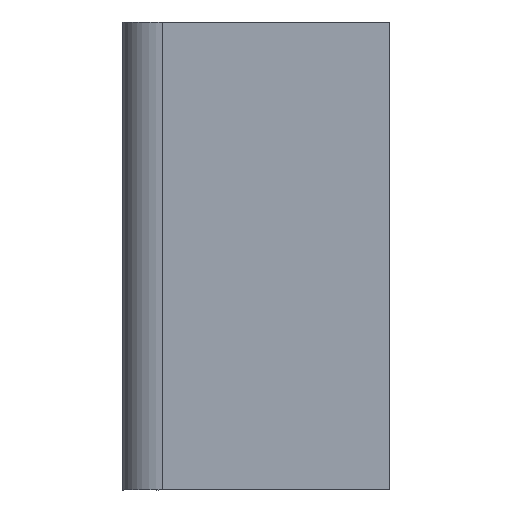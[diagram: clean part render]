
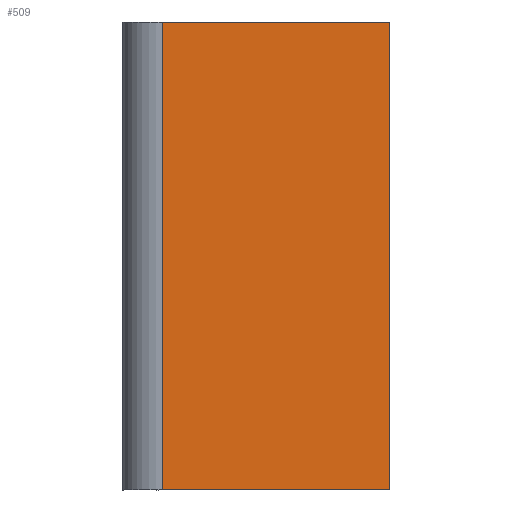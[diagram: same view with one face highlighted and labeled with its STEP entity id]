
A CAD part, top view. The second image highlights one B-rep face of the part: STEP entity #509.
In plain terms, the highlighted face is planar.
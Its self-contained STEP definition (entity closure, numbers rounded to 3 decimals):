
#14 = CARTESIAN_POINT ( 'NONE',  ( 175., 0., 30. ) ) ;
#92 = CARTESIAN_POINT ( 'NONE',  ( -175., 0., 200. ) ) ;
#99 = VERTEX_POINT ( 'NONE', #473 ) ;
#167 = VERTEX_POINT ( 'NONE', #698 ) ;
#225 = EDGE_CURVE ( 'NONE', #99, #614, #1100, .T. ) ;
#254 = EDGE_CURVE ( 'NONE', #167, #1109, #1259, .T. ) ;
#270 = VECTOR ( 'NONE', #834, 1000. ) ;
#298 = CARTESIAN_POINT ( 'NONE',  ( 175., 0., 200. ) ) ;
#309 = ORIENTED_EDGE ( 'NONE', *, *, #254, .T. ) ;
#310 = DIRECTION ( 'NONE',  ( -1., 0., 0. ) ) ;
#340 = DIRECTION ( 'NONE',  ( 0., 0., -1. ) ) ;
#356 = DIRECTION ( 'NONE',  ( 0., -1., 0. ) ) ;
#397 = ORIENTED_EDGE ( 'NONE', *, *, #225, .F. ) ;
#419 = AXIS2_PLACEMENT_3D ( 'NONE', #1300, #356, #340 ) ;
#448 = CARTESIAN_POINT ( 'NONE',  ( 175., 0., 200. ) ) ;
#473 = CARTESIAN_POINT ( 'NONE',  ( -175., 0., 30. ) ) ;
#509 = ADVANCED_FACE ( 'NONE', ( #622 ), #1289, .T. ) ;
#517 = DIRECTION ( 'NONE',  ( 0., 0., 1. ) ) ;
#554 = CARTESIAN_POINT ( 'NONE',  ( -175., 0., 30. ) ) ;
#614 = VERTEX_POINT ( 'NONE', #92 ) ;
#622 = FACE_OUTER_BOUND ( 'NONE', #849, .T. ) ;
#665 = VECTOR ( 'NONE', #310, 1000. ) ;
#680 = LINE ( 'NONE', #298, #665 ) ;
#698 = CARTESIAN_POINT ( 'NONE',  ( 175., 0., 30. ) ) ;
#834 = DIRECTION ( 'NONE',  ( 0., 0., 1. ) ) ;
#849 = EDGE_LOOP ( 'NONE', ( #397, #1024, #309, #969 ) ) ;
#955 = DIRECTION ( 'NONE',  ( -1., 0., 0. ) ) ;
#969 = ORIENTED_EDGE ( 'NONE', *, *, #1091, .T. ) ;
#1024 = ORIENTED_EDGE ( 'NONE', *, *, #1339, .F. ) ;
#1053 = CARTESIAN_POINT ( 'NONE',  ( 175., 0., 30. ) ) ;
#1091 = EDGE_CURVE ( 'NONE', #1109, #614, #680, .T. ) ;
#1100 = LINE ( 'NONE', #554, #1313 ) ;
#1105 = VECTOR ( 'NONE', #955, 1000. ) ;
#1109 = VERTEX_POINT ( 'NONE', #448 ) ;
#1250 = LINE ( 'NONE', #1053, #1105 ) ;
#1259 = LINE ( 'NONE', #14, #270 ) ;
#1289 = PLANE ( 'NONE',  #419 ) ;
#1300 = CARTESIAN_POINT ( 'NONE',  ( 175., 0., 30. ) ) ;
#1313 = VECTOR ( 'NONE', #517, 1000. ) ;
#1339 = EDGE_CURVE ( 'NONE', #167, #99, #1250, .T. ) ;
